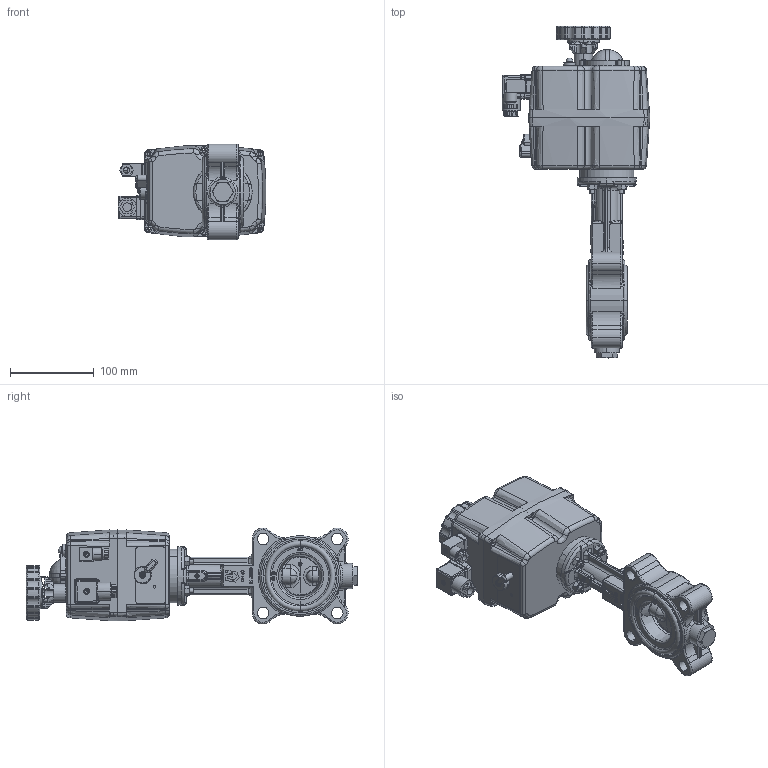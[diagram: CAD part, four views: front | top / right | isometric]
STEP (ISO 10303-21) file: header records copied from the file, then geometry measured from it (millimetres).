
FILE_DESCRIPTION (( 'STEP AP203' ), '1' );
FILE_NAME ('AKE02_DN50.STEP', '2022-10-19T13:51:21', ( '' ), ( '' ), 'SwSTEP 2.0', 'SolidWorks 2021', '' );
FILE_SCHEMA (( 'CONFIG_CONTROL_DESIGN' ));
Length unit declared in the file: metre
Products named in the file (1): AKE02_DN50
Bounding box: 176.14 x 396 x 114.39 mm (x, y, z)
Surface area: 216067.6 mm2 (no closed solid volume)
Topology: 0 solids, 79 shells, 1933 faces, 6228 edges, 4189 vertices
Faces by surface type: cylinder 574, plane 570, torus 388, bspline 260, cone 111, sphere 30
Entity records: 103644 total; most frequent: CARTESIAN_POINT 51730, DIRECTION 10590, ORIENTED_EDGE 10166, EDGE_CURVE 6174, VERTEX_POINT 4187, AXIS2_PLACEMENT_3D 4022, LINE 2546, VECTOR 2546
